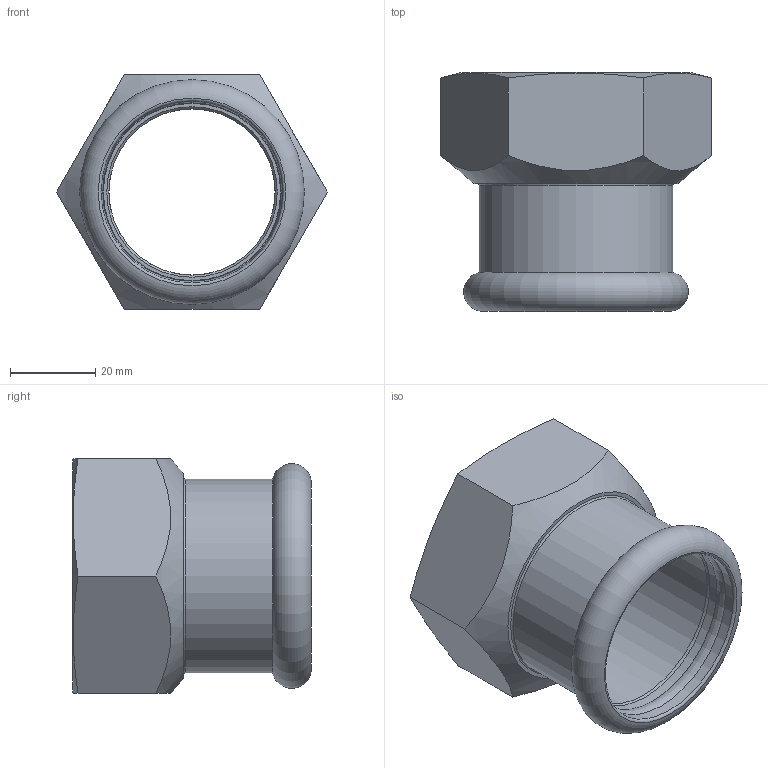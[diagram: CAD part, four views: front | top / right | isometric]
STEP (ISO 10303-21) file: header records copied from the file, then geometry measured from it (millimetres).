
FILE_DESCRIPTION(/* description */ ('MANICOTTO MISTO FILETTO F 1 1/4"x42'),/* implementation_level */ '2;1');
FILE_NAME(/* name */ '190114042_Inoxpres.stp',/* time_stamp */ '2022-10-12T09:19:16+02:00',/* author */ ('Vault'),/* organization */ ('Raccorderie metalliche s.p.a. '),/* preprocessor_version */ 'ST-DEVELOPER v18.1',/* originating_system */ 'Autodesk Inventor 2020',/* authorisation */ 'Raccorderie metalliche s.p.a. ');
FILE_SCHEMA (('AUTOMOTIVE_DESIGN { 1 0 10303 214 3 1 1 }'));
Length unit declared in the file: millimetre
Products named in the file (1): 190114042_Inoxpres
Bounding box: 63.51 x 56 x 55 mm (x, y, z)
Volume: 43430.2 mm3; surface area: 19534.3 mm2
Topology: 1 solids, 1 shells, 29 faces, 79 edges, 54 vertices
Faces by surface type: plane 10, cylinder 7, torus 6, cone 6
Full cylindrical faces by diameter (mm): 38.952 x1, 39 x1, 42.4 x1, 42.7 x2, 43.5 x1, 45.4 x1
Entity records: 982 total; most frequent: CARTESIAN_POINT 191, DIRECTION 171, ORIENTED_EDGE 158, EDGE_CURVE 79, AXIS2_PLACEMENT_3D 76, VERTEX_POINT 54, CIRCLE 46, EDGE_LOOP 33
